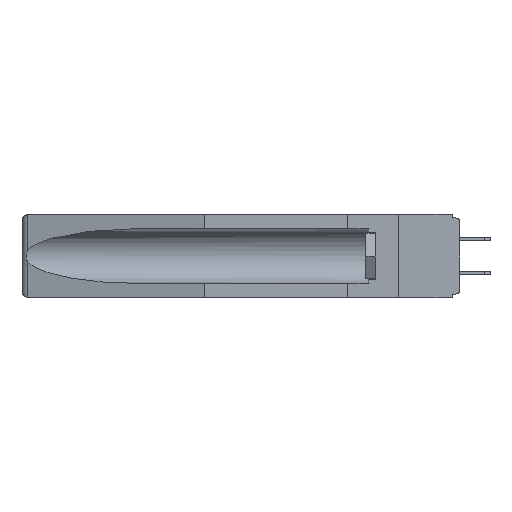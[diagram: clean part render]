
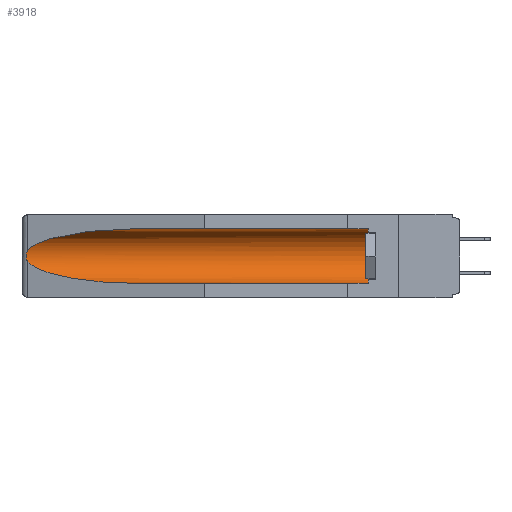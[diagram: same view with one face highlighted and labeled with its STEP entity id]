
A CAD part, left-side view. The second image highlights one B-rep face of the part: STEP entity #3918.
In plain terms, the highlighted cylindrical face has radius 2.857 mm (diameter 5.715 mm), a partial arc.
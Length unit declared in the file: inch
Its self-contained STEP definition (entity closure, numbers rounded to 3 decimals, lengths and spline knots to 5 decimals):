
#361 = LINE ( 'NONE', #21077, #3533 ) ;
#444 = ORIENTED_EDGE ( 'NONE', *, *, #21431, .T. ) ;
#1054 = B_SPLINE_CURVE_WITH_KNOTS ( 'NONE', 3,
 ( #9731, #16488, #3066, #9582, #21462, #4456, #1378, #8052, #11246, #8124 ),
 .UNSPECIFIED., .F., .F.,
 ( 4, 2, 2, 2, 4 ),
 ( 0., 0.00029, 0.00058, 0.00087, 0.00117 ),
 .UNSPECIFIED. ) ;
#1345 = EDGE_LOOP ( 'NONE', ( #4814, #16463, #14735, #19843, #19170, #444 ) ) ;
#1378 = CARTESIAN_POINT ( 'NONE',  ( 0.2673, 1.53269, -0.17917 ) ) ;
#1529 = AXIS2_PLACEMENT_3D ( 'NONE', #16741, #3395, #20298 ) ;
#2926 = VERTEX_POINT ( 'NONE', #7154 ) ;
#2957 = CARTESIAN_POINT ( 'NONE',  ( 0.26537, 1.52718, -0.19328 ) ) ;
#3066 = CARTESIAN_POINT ( 'NONE',  ( 0.26654, 1.53092, -0.15636 ) ) ;
#3263 = VERTEX_POINT ( 'NONE', #9673 ) ;
#3395 = DIRECTION ( 'NONE',  ( 0., -1., 0. ) ) ;
#3528 = CARTESIAN_POINT ( 'NONE',  ( 0.155, -0.30754, -0.1715 ) ) ;
#3533 = VECTOR ( 'NONE', #7465, 39.37008 ) ;
#3601 = DIRECTION ( 'NONE',  ( 0., 1., 0. ) ) ;
#3624 = EDGE_CURVE ( 'NONE', #14965, #3263, #1054, .T. ) ;
#3918 = ADVANCED_FACE ( 'NONE', ( #11400 ), #10084, .F. ) ;
#4009 = EDGE_CURVE ( 'NONE', #2926, #13206, #18552, .T. ) ;
#4456 = CARTESIAN_POINT ( 'NONE',  ( 0.2675, 1.53308, -0.17534 ) ) ;
#4642 = CARTESIAN_POINT ( 'NONE',  ( 0.155, -0.30754, -0.284 ) ) ;
#4814 = ORIENTED_EDGE ( 'NONE', *, *, #6514, .T. ) ;
#6165 = CARTESIAN_POINT ( 'NONE',  ( 0.155, 1.07973, -0.059 ) ) ;
#6514 = EDGE_CURVE ( 'NONE', #19748, #14965, #6582, .T. ) ;
#6582 =( BOUNDED_CURVE ( )  B_SPLINE_CURVE ( 3, ( #6165, #13051, #11639, #14894 ),
 .UNSPECIFIED., .F., .F. ) 
 B_SPLINE_CURVE_WITH_KNOTS ( ( 4, 4 ),
 ( 4.71239, 6.08839 ),
 .UNSPECIFIED. ) 
 CURVE ( )  GEOMETRIC_REPRESENTATION_ITEM ( )  RATIONAL_B_SPLINE_CURVE ( ( 1., 0.848, 0.848, 1. ) ) 
 REPRESENTATION_ITEM ( '' )  );
#6879 = AXIS2_PLACEMENT_3D ( 'NONE', #3528, #3601, #18916 ) ;
#7154 = CARTESIAN_POINT ( 'NONE',  ( 0.155, 0.126, -0.284 ) ) ;
#7465 = DIRECTION ( 'NONE',  ( 0., 1., 0. ) ) ;
#7779 = EDGE_CURVE ( 'NONE', #2926, #19340, #13916, .T. ) ;
#7801 = CARTESIAN_POINT ( 'NONE',  ( 0.155, 1.07973, -0.284 ) ) ;
#8052 = CARTESIAN_POINT ( 'NONE',  ( 0.26655, 1.53094, -0.18657 ) ) ;
#8101 = DIRECTION ( 'NONE',  ( 0., 1., 0. ) ) ;
#8124 = CARTESIAN_POINT ( 'NONE',  ( 0.26537, 1.52718, -0.19328 ) ) ;
#9582 = CARTESIAN_POINT ( 'NONE',  ( 0.2673, 1.5327, -0.16383 ) ) ;
#9673 = CARTESIAN_POINT ( 'NONE',  ( 0.26537, 1.52718, -0.19328 ) ) ;
#9731 = CARTESIAN_POINT ( 'NONE',  ( 0.26537, 1.52718, -0.14972 ) ) ;
#10084 = CYLINDRICAL_SURFACE ( 'NONE', #6879, 0.1125 ) ;
#11246 = CARTESIAN_POINT ( 'NONE',  ( 0.26597, 1.5296, -0.19026 ) ) ;
#11400 = FACE_OUTER_BOUND ( 'NONE', #1345, .T. ) ;
#11639 = CARTESIAN_POINT ( 'NONE',  ( 0.25451, 1.48313, -0.09465 ) ) ;
#11875 = CARTESIAN_POINT ( 'NONE',  ( 0.155, 1.07973, -0.059 ) ) ;
#12432 =( BOUNDED_CURVE ( )  B_SPLINE_CURVE ( 3, ( #2957, #12909, #14747, #7801 ),
 .UNSPECIFIED., .F., .F. ) 
 B_SPLINE_CURVE_WITH_KNOTS ( ( 4, 4 ),
 ( 0.1948, 1.5708 ),
 .UNSPECIFIED. ) 
 CURVE ( )  GEOMETRIC_REPRESENTATION_ITEM ( )  RATIONAL_B_SPLINE_CURVE ( ( 1., 0.848, 0.848, 1. ) ) 
 REPRESENTATION_ITEM ( '' )  );
#12909 = CARTESIAN_POINT ( 'NONE',  ( 0.25451, 1.48313, -0.24835 ) ) ;
#13051 = CARTESIAN_POINT ( 'NONE',  ( 0.21114, 1.30732, -0.059 ) ) ;
#13206 = VERTEX_POINT ( 'NONE', #19757 ) ;
#13916 = LINE ( 'NONE', #4642, #14695 ) ;
#14695 = VECTOR ( 'NONE', #8101, 39.37008 ) ;
#14735 = ORIENTED_EDGE ( 'NONE', *, *, #21054, .T. ) ;
#14747 = CARTESIAN_POINT ( 'NONE',  ( 0.21114, 1.30732, -0.284 ) ) ;
#14894 = CARTESIAN_POINT ( 'NONE',  ( 0.26537, 1.52718, -0.14972 ) ) ;
#14965 = VERTEX_POINT ( 'NONE', #21398 ) ;
#15949 = CARTESIAN_POINT ( 'NONE',  ( 0.155, 1.07973, -0.284 ) ) ;
#16463 = ORIENTED_EDGE ( 'NONE', *, *, #3624, .T. ) ;
#16488 = CARTESIAN_POINT ( 'NONE',  ( 0.26597, 1.52961, -0.15275 ) ) ;
#16741 = CARTESIAN_POINT ( 'NONE',  ( 0.155, 0.126, -0.1715 ) ) ;
#18552 = CIRCLE ( 'NONE', #1529, 0.1125 ) ;
#18916 = DIRECTION ( 'NONE',  ( 0., 0., 1. ) ) ;
#19170 = ORIENTED_EDGE ( 'NONE', *, *, #4009, .T. ) ;
#19340 = VERTEX_POINT ( 'NONE', #15949 ) ;
#19748 = VERTEX_POINT ( 'NONE', #11875 ) ;
#19757 = CARTESIAN_POINT ( 'NONE',  ( 0.155, 0.126, -0.059 ) ) ;
#19843 = ORIENTED_EDGE ( 'NONE', *, *, #7779, .F. ) ;
#20298 = DIRECTION ( 'NONE',  ( 0., 0., 1. ) ) ;
#21054 = EDGE_CURVE ( 'NONE', #3263, #19340, #12432, .T. ) ;
#21077 = CARTESIAN_POINT ( 'NONE',  ( 0.155, -0.30754, -0.059 ) ) ;
#21398 = CARTESIAN_POINT ( 'NONE',  ( 0.26537, 1.52718, -0.14972 ) ) ;
#21431 = EDGE_CURVE ( 'NONE', #13206, #19748, #361, .T. ) ;
#21462 = CARTESIAN_POINT ( 'NONE',  ( 0.2675, 1.53308, -0.16763 ) ) ;
